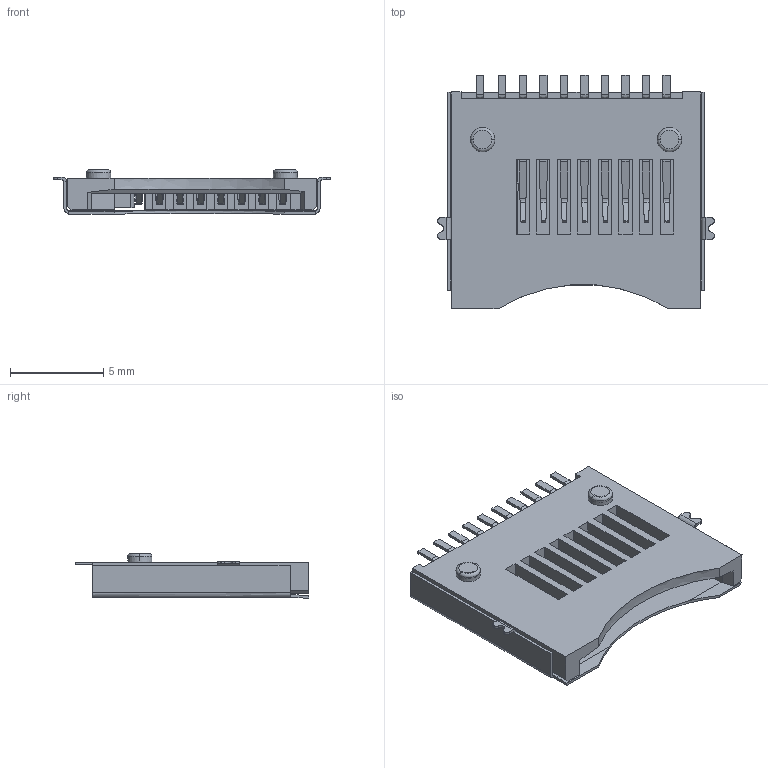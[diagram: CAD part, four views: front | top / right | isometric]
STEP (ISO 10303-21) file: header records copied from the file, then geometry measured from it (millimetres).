
FILE_DESCRIPTION((''),'2;1');
FILE_NAME('SD-01A','2021-10-15T',('Administrator'),(''),'CREO PARAMETRIC BY PTC INC, 2018070','CREO PARAMETRIC BY PTC INC, 2018070','');
FILE_SCHEMA(('AUTOMOTIVE_DESIGN { 1 0 10303 214 1 1 1 1 }'));
Products named in the file (1): SD-01A
Bounding box: 14.8 x 12.5 x 2.39 mm (x, y, z)
Surface area: 870.3 mm2 (no closed solid volume)
Topology: 0 solids, 0 shells, 740 faces, 4306 edges, 4302 vertices
Faces by surface type: bspline 736, torus 4
Entity records: 60982 total; most frequent: CARTESIAN_POINT 15866, DIRECTION 6332, TRIMMED_CURVE 5981, VECTOR 5638, LINE 5638, DEFINITIONAL_REPRESENTATION 4298, PCURVE 4298, COMPOSITE_CURVE_SEGMENT 4298
